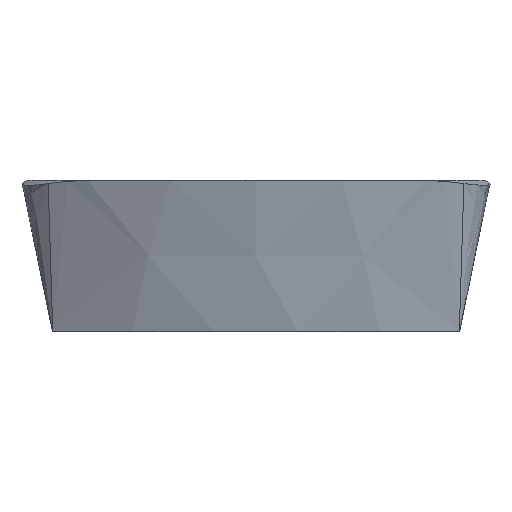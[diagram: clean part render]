
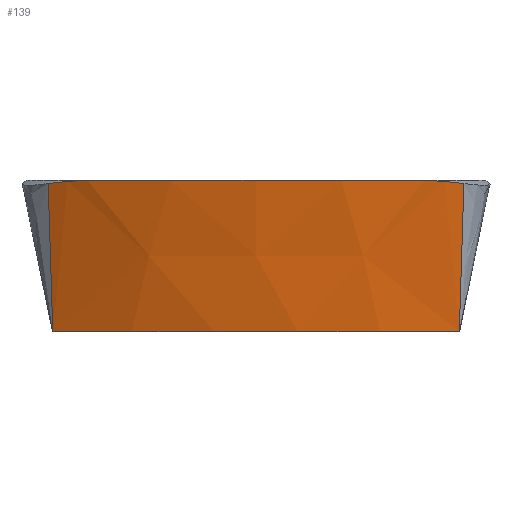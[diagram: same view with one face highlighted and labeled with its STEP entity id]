
A CAD part, left-side view. The second image highlights one B-rep face of the part: STEP entity #139.
In plain terms, the highlighted conical face has half-angle 12 degrees and reference radius 9.409 mm.
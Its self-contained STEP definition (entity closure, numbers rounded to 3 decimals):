
#90=CONICAL_SURFACE('',#914,9.409,12.);
#139=ADVANCED_FACE('',(#195),#90,.T.);
#195=FACE_OUTER_BOUND('',#249,.T.);
#249=EDGE_LOOP('',(#450,#451,#452,#453,#454,#455,#456,#457));
#292=B_SPLINE_CURVE_WITH_KNOTS('',3,(#1195,#1196,#1197,#1198),
 .UNSPECIFIED.,.F.,.F.,(4,4),(0.,1.),.UNSPECIFIED.);
#305=B_SPLINE_CURVE_WITH_KNOTS('',3,(#1325,#1326,#1327,#1328),
 .UNSPECIFIED.,.F.,.F.,(4,4),(0.,1.),.UNSPECIFIED.);
#306=B_SPLINE_CURVE_WITH_KNOTS('',3,(#1335,#1336,#1337,#1338),
 .UNSPECIFIED.,.F.,.F.,(4,4),(0.,1.),.UNSPECIFIED.);
#311=B_SPLINE_CURVE_WITH_KNOTS('',3,(#1370,#1371,#1372,#1373),
 .UNSPECIFIED.,.F.,.F.,(4,4),(0.,1.),.UNSPECIFIED.);
#318=B_SPLINE_CURVE_WITH_KNOTS('',1,(#1418,#1419),.UNSPECIFIED.,.F.,.F.,
(2,2),(0.,1.),.UNSPECIFIED.);
#320=B_SPLINE_CURVE_WITH_KNOTS('',1,(#1460,#1461),.UNSPECIFIED.,.F.,.F.,
(2,2),(0.,1.),.UNSPECIFIED.);
#450=ORIENTED_EDGE('',*,*,#768,.F.);
#451=ORIENTED_EDGE('',*,*,#760,.F.);
#452=ORIENTED_EDGE('',*,*,#779,.T.);
#453=ORIENTED_EDGE('',*,*,#757,.T.);
#454=ORIENTED_EDGE('',*,*,#732,.F.);
#455=ORIENTED_EDGE('',*,*,#777,.F.);
#456=ORIENTED_EDGE('',*,*,#780,.T.);
#457=ORIENTED_EDGE('',*,*,#781,.F.);
#637=VERTEX_POINT('',#1144);
#644=VERTEX_POINT('',#1194);
#664=VERTEX_POINT('',#1324);
#666=VERTEX_POINT('',#1332);
#667=VERTEX_POINT('',#1334);
#674=VERTEX_POINT('',#1374);
#679=VERTEX_POINT('',#1420);
#680=VERTEX_POINT('',#1459);
#732=EDGE_CURVE('',#644,#637,#292,.T.);
#757=EDGE_CURVE('',#664,#637,#305,.T.);
#760=EDGE_CURVE('',#667,#666,#306,.T.);
#768=EDGE_CURVE('',#666,#674,#311,.T.);
#777=EDGE_CURVE('',#679,#644,#318,.T.);
#779=EDGE_CURVE('',#667,#664,#859,.T.);
#780=EDGE_CURVE('',#679,#680,#860,.T.);
#781=EDGE_CURVE('',#674,#680,#320,.T.);
#859=CIRCLE('',#912,10.);
#860=CIRCLE('',#913,9.409);
#912=AXIS2_PLACEMENT_3D('',#1457,#1025,#1026);
#913=AXIS2_PLACEMENT_3D('',#1458,#1027,#1028);
#914=AXIS2_PLACEMENT_3D('',#1462,#1029,#1030);
#1025=DIRECTION('',(0.,0.,-1.));
#1026=DIRECTION('',(-1.,0.,0.));
#1027=DIRECTION('',(0.,0.,1.));
#1028=DIRECTION('',(1.,0.,0.));
#1029=DIRECTION('',(0.,0.,1.));
#1030=DIRECTION('',(-1.,0.,0.));
#1144=CARTESIAN_POINT('',(-3.038,3.097,0.));
#1194=CARTESIAN_POINT('',(-2.758,3.822,-0.057));
#1195=CARTESIAN_POINT('',(-2.758,3.822,-0.057));
#1196=CARTESIAN_POINT('',(-2.863,3.586,-0.024));
#1197=CARTESIAN_POINT('',(-2.957,3.343,-0.003));
#1198=CARTESIAN_POINT('',(-3.038,3.097,0.));
#1324=CARTESIAN_POINT('',(-3.038,3.097,0.));
#1325=CARTESIAN_POINT('',(-3.038,3.097,0.));
#1326=CARTESIAN_POINT('',(-3.038,3.097,0.));
#1327=CARTESIAN_POINT('',(-3.038,3.097,0.));
#1328=CARTESIAN_POINT('',(-3.038,3.097,0.));
#1332=CARTESIAN_POINT('',(-3.038,-3.097,0.));
#1334=CARTESIAN_POINT('',(-3.038,-3.097,0.));
#1335=CARTESIAN_POINT('',(-3.038,-3.097,0.));
#1336=CARTESIAN_POINT('',(-3.038,-3.097,0.));
#1337=CARTESIAN_POINT('',(-3.038,-3.097,0.));
#1338=CARTESIAN_POINT('',(-3.038,-3.097,0.));
#1370=CARTESIAN_POINT('',(-3.038,-3.097,0.));
#1371=CARTESIAN_POINT('',(-2.957,-3.343,-0.003));
#1372=CARTESIAN_POINT('',(-2.863,-3.586,-0.024));
#1373=CARTESIAN_POINT('',(-2.758,-3.822,-0.057));
#1374=CARTESIAN_POINT('',(-2.758,-3.822,-0.057));
#1418=CARTESIAN_POINT('',(-2.165,3.738,-2.78));
#1419=CARTESIAN_POINT('',(-2.758,3.822,-0.057));
#1420=CARTESIAN_POINT('',(-2.165,3.738,-2.78));
#1457=CARTESIAN_POINT('',(6.47,0.,0.));
#1458=CARTESIAN_POINT('',(6.47,0.,-2.78));
#1459=CARTESIAN_POINT('',(-2.165,-3.738,-2.78));
#1460=CARTESIAN_POINT('',(-2.758,-3.822,-0.057));
#1461=CARTESIAN_POINT('',(-2.165,-3.738,-2.78));
#1462=CARTESIAN_POINT('',(6.47,0.,-2.78));
